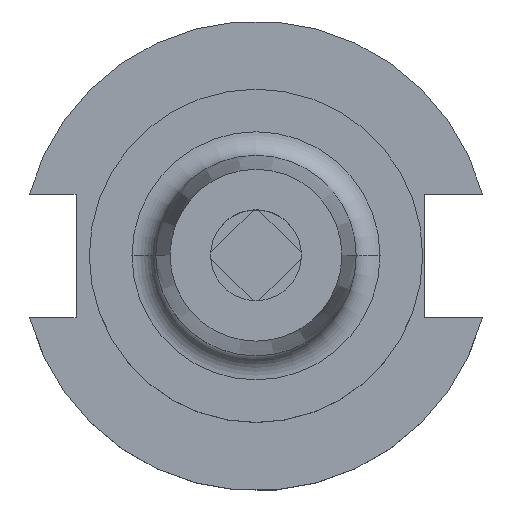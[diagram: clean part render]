
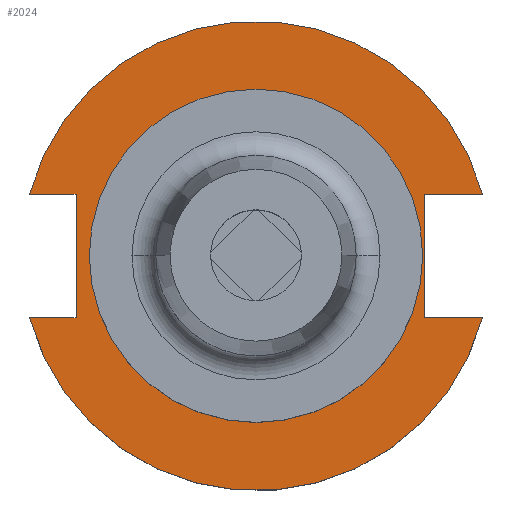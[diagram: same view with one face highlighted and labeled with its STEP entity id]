
A CAD part, top view. The second image highlights one B-rep face of the part: STEP entity #2024.
In plain terms, the highlighted planar face has unit normal (0, 0, 1).
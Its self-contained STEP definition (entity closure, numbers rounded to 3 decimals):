
#5 = AXIS2_PLACEMENT_3D ( 'NONE', #1901, #419, #716 ) ;
#15 = VERTEX_POINT ( 'NONE', #1781 ) ;
#29 = EDGE_CURVE ( 'NONE', #796, #744, #1728, .T. ) ;
#42 = CARTESIAN_POINT ( 'NONE',  ( 34.925, 0., 19.05 ) ) ;
#52 = DIRECTION ( 'NONE',  ( -1., 0., 0. ) ) ;
#61 = CARTESIAN_POINT ( 'NONE',  ( 0., 0., 19.05 ) ) ;
#95 = EDGE_CURVE ( 'NONE', #172, #1902, #1594, .T. ) ;
#138 = DIRECTION ( 'NONE',  ( 1., 0., 0. ) ) ;
#172 = VERTEX_POINT ( 'NONE', #1405 ) ;
#189 = LINE ( 'NONE', #2041, #799 ) ;
#202 = EDGE_CURVE ( 'NONE', #1127, #1716, #509, .T. ) ;
#241 = LINE ( 'NONE', #1890, #1811 ) ;
#263 = ORIENTED_EDGE ( 'NONE', *, *, #901, .F. ) ;
#275 = DIRECTION ( 'NONE',  ( 1., 0., 0. ) ) ;
#302 = ORIENTED_EDGE ( 'NONE', *, *, #1998, .F. ) ;
#305 = PLANE ( 'NONE',  #5 ) ;
#312 = EDGE_CURVE ( 'NONE', #1127, #1676, #795, .T. ) ;
#324 = CARTESIAN_POINT ( 'NONE',  ( 0., 0., 19.05 ) ) ;
#342 = CARTESIAN_POINT ( 'NONE',  ( 35.306, 12.954, 19.05 ) ) ;
#371 = CARTESIAN_POINT ( 'NONE',  ( -37.719, -12.954, 19.05 ) ) ;
#375 = ORIENTED_EDGE ( 'NONE', *, *, #202, .F. ) ;
#419 = DIRECTION ( 'NONE',  ( 0., 0., 1. ) ) ;
#434 = CIRCLE ( 'NONE', #1250, 49.212 ) ;
#443 = DIRECTION ( 'NONE',  ( 1., 0., 0. ) ) ;
#454 = DIRECTION ( 'NONE',  ( 0., 1., 0. ) ) ;
#459 = VECTOR ( 'NONE', #937, 1000. ) ;
#490 = DIRECTION ( 'NONE',  ( 0., 0., 1. ) ) ;
#504 = DIRECTION ( 'NONE',  ( 0., 0., 1. ) ) ;
#509 = LINE ( 'NONE', #1874, #559 ) ;
#559 = VECTOR ( 'NONE', #443, 1000. ) ;
#593 = ORIENTED_EDGE ( 'NONE', *, *, #1607, .F. ) ;
#594 = CARTESIAN_POINT ( 'NONE',  ( -47.477, 12.954, 19.05 ) ) ;
#597 = VERTEX_POINT ( 'NONE', #862 ) ;
#619 = ORIENTED_EDGE ( 'NONE', *, *, #29, .F. ) ;
#642 = CARTESIAN_POINT ( 'NONE',  ( 0., 0., 19.05 ) ) ;
#655 = DIRECTION ( 'NONE',  ( 1., 0., 0. ) ) ;
#696 = DIRECTION ( 'NONE',  ( 1., 0., 0. ) ) ;
#716 = DIRECTION ( 'NONE',  ( 1., 0., 0. ) ) ;
#744 = VERTEX_POINT ( 'NONE', #1291 ) ;
#776 = AXIS2_PLACEMENT_3D ( 'NONE', #797, #949, #1445 ) ;
#795 = CIRCLE ( 'NONE', #1481, 49.212 ) ;
#796 = VERTEX_POINT ( 'NONE', #977 ) ;
#797 = CARTESIAN_POINT ( 'NONE',  ( 0., 0., 19.05 ) ) ;
#799 = VECTOR ( 'NONE', #454, 1000. ) ;
#834 = EDGE_CURVE ( 'NONE', #597, #1254, #1382, .T. ) ;
#839 = EDGE_CURVE ( 'NONE', #1254, #597, #1284, .T. ) ;
#843 = VECTOR ( 'NONE', #1937, 1000. ) ;
#862 = CARTESIAN_POINT ( 'NONE',  ( -34.925, 0., 19.05 ) ) ;
#880 = VECTOR ( 'NONE', #52, 1000. ) ;
#901 = EDGE_CURVE ( 'NONE', #1716, #172, #189, .T. ) ;
#908 = ORIENTED_EDGE ( 'NONE', *, *, #312, .T. ) ;
#937 = DIRECTION ( 'NONE',  ( -1., 0., 0. ) ) ;
#941 = CARTESIAN_POINT ( 'NONE',  ( -63.719, 12.954, 19.05 ) ) ;
#949 = DIRECTION ( 'NONE',  ( 0., 0., 1. ) ) ;
#977 = CARTESIAN_POINT ( 'NONE',  ( 35.306, 12.954, 19.05 ) ) ;
#981 = LINE ( 'NONE', #1828, #880 ) ;
#1028 = EDGE_LOOP ( 'NONE', ( #1302, #1678 ) ) ;
#1118 = ORIENTED_EDGE ( 'NONE', *, *, #95, .F. ) ;
#1127 = VERTEX_POINT ( 'NONE', #1451 ) ;
#1179 = FACE_OUTER_BOUND ( 'NONE', #1401, .T. ) ;
#1194 = EDGE_CURVE ( 'NONE', #15, #1902, #434, .T. ) ;
#1233 = FACE_BOUND ( 'NONE', #1028, .T. ) ;
#1250 = AXIS2_PLACEMENT_3D ( 'NONE', #61, #1803, #696 ) ;
#1254 = VERTEX_POINT ( 'NONE', #42 ) ;
#1284 = CIRCLE ( 'NONE', #2062, 34.925 ) ;
#1291 = CARTESIAN_POINT ( 'NONE',  ( 35.306, -12.954, 19.05 ) ) ;
#1302 = ORIENTED_EDGE ( 'NONE', *, *, #839, .F. ) ;
#1382 = CIRCLE ( 'NONE', #776, 34.925 ) ;
#1401 = EDGE_LOOP ( 'NONE', ( #908, #302, #619, #593, #1782, #1118, #263, #375 ) ) ;
#1405 = CARTESIAN_POINT ( 'NONE',  ( -37.719, 12.954, 19.05 ) ) ;
#1445 = DIRECTION ( 'NONE',  ( 1., 0., 0. ) ) ;
#1451 = CARTESIAN_POINT ( 'NONE',  ( -47.477, -12.954, 19.05 ) ) ;
#1481 = AXIS2_PLACEMENT_3D ( 'NONE', #324, #490, #275 ) ;
#1594 = LINE ( 'NONE', #941, #459 ) ;
#1607 = EDGE_CURVE ( 'NONE', #15, #796, #981, .T. ) ;
#1676 = VERTEX_POINT ( 'NONE', #1960 ) ;
#1678 = ORIENTED_EDGE ( 'NONE', *, *, #834, .F. ) ;
#1716 = VERTEX_POINT ( 'NONE', #371 ) ;
#1728 = LINE ( 'NONE', #342, #843 ) ;
#1781 = CARTESIAN_POINT ( 'NONE',  ( 47.477, 12.954, 19.05 ) ) ;
#1782 = ORIENTED_EDGE ( 'NONE', *, *, #1194, .T. ) ;
#1803 = DIRECTION ( 'NONE',  ( 0., 0., 1. ) ) ;
#1811 = VECTOR ( 'NONE', #138, 1000. ) ;
#1828 = CARTESIAN_POINT ( 'NONE',  ( 35.306, 12.954, 19.05 ) ) ;
#1874 = CARTESIAN_POINT ( 'NONE',  ( -63.719, -12.954, 19.05 ) ) ;
#1890 = CARTESIAN_POINT ( 'NONE',  ( 35.306, -12.954, 19.05 ) ) ;
#1901 = CARTESIAN_POINT ( 'NONE',  ( 0., 49.212, 19.05 ) ) ;
#1902 = VERTEX_POINT ( 'NONE', #594 ) ;
#1937 = DIRECTION ( 'NONE',  ( 0., -1., 0. ) ) ;
#1960 = CARTESIAN_POINT ( 'NONE',  ( 47.477, -12.954, 19.05 ) ) ;
#1998 = EDGE_CURVE ( 'NONE', #744, #1676, #241, .T. ) ;
#2024 = ADVANCED_FACE ( 'NONE', ( #1233, #1179 ), #305, .T. ) ;
#2041 = CARTESIAN_POINT ( 'NONE',  ( -37.719, 12.954, 19.05 ) ) ;
#2062 = AXIS2_PLACEMENT_3D ( 'NONE', #642, #504, #655 ) ;
